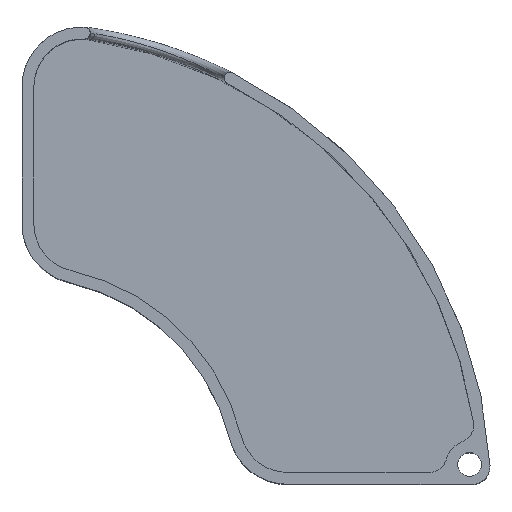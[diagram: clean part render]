
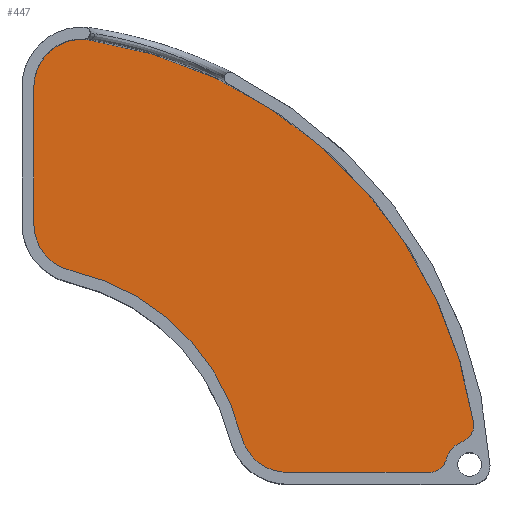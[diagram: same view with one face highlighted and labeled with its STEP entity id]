
A CAD part, top view. The second image highlights one B-rep face of the part: STEP entity #447.
In plain terms, the highlighted planar face has unit normal (0, 0, 1).
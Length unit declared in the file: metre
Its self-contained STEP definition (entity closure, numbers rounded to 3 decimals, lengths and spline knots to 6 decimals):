
#45=LINE('',#762,#72);
#46=LINE('',#772,#73);
#72=VECTOR('',#597,1.);
#73=VECTOR('',#606,1.);
#121=ORIENTED_EDGE('',*,*,#258,.T.);
#122=ORIENTED_EDGE('',*,*,#259,.T.);
#123=ORIENTED_EDGE('',*,*,#260,.T.);
#124=ORIENTED_EDGE('',*,*,#261,.T.);
#125=ORIENTED_EDGE('',*,*,#256,.T.);
#126=ORIENTED_EDGE('',*,*,#262,.F.);
#127=ORIENTED_EDGE('',*,*,#263,.T.);
#128=ORIENTED_EDGE('',*,*,#264,.F.);
#129=ORIENTED_EDGE('',*,*,#265,.F.);
#130=ORIENTED_EDGE('',*,*,#266,.F.);
#256=EDGE_CURVE('',#325,#324,#364,.T.);
#258=EDGE_CURVE('',#326,#327,#45,.T.);
#259=EDGE_CURVE('',#327,#328,#365,.T.);
#260=EDGE_CURVE('',#328,#329,#366,.F.);
#261=EDGE_CURVE('',#329,#325,#367,.T.);
#262=EDGE_CURVE('',#330,#324,#368,.F.);
#263=EDGE_CURVE('',#330,#331,#46,.T.);
#264=EDGE_CURVE('',#332,#331,#369,.F.);
#265=EDGE_CURVE('',#333,#332,#370,.T.);
#266=EDGE_CURVE('',#326,#333,#371,.F.);
#324=VERTEX_POINT('',#757);
#325=VERTEX_POINT('',#759);
#326=VERTEX_POINT('',#763);
#327=VERTEX_POINT('',#764);
#328=VERTEX_POINT('',#766);
#329=VERTEX_POINT('',#768);
#330=VERTEX_POINT('',#771);
#331=VERTEX_POINT('',#773);
#332=VERTEX_POINT('',#775);
#333=VERTEX_POINT('',#777);
#364=CIRCLE('',#505,0.097473);
#365=CIRCLE('',#507,0.00381);
#366=CIRCLE('',#508,0.00508);
#367=CIRCLE('',#509,0.00381);
#368=CIRCLE('',#510,0.01016);
#369=CIRCLE('',#511,0.01016);
#370=CIRCLE('',#512,0.04826);
#371=CIRCLE('',#513,0.01016);
#383=EDGE_LOOP('',(#121,#122,#123,#124,#125,#126,#127,#128,#129,#130));
#412=FACE_BOUND('',#383,.T.);
#439=PLANE('',#506);
#447=ADVANCED_FACE('',(#412),#439,.T.);
#505=AXIS2_PLACEMENT_3D('',#758,#592,#593);
#506=AXIS2_PLACEMENT_3D('',#761,#595,#596);
#507=AXIS2_PLACEMENT_3D('',#765,#598,#599);
#508=AXIS2_PLACEMENT_3D('',#767,#600,#601);
#509=AXIS2_PLACEMENT_3D('',#769,#602,#603);
#510=AXIS2_PLACEMENT_3D('',#770,#604,#605);
#511=AXIS2_PLACEMENT_3D('',#774,#607,#608);
#512=AXIS2_PLACEMENT_3D('',#776,#609,#610);
#513=AXIS2_PLACEMENT_3D('',#778,#611,#612);
#592=DIRECTION('',(0.,0.,1.));
#593=DIRECTION('',(1.,0.,0.));
#595=DIRECTION('',(0.,0.,1.));
#596=DIRECTION('',(1.,0.,0.));
#597=DIRECTION('',(1.,0.,0.));
#598=DIRECTION('',(0.,0.,1.));
#599=DIRECTION('',(1.,0.,0.));
#600=DIRECTION('',(0.,0.,1.));
#601=DIRECTION('',(1.,0.,0.));
#602=DIRECTION('',(0.,0.,1.));
#603=DIRECTION('',(1.,0.,0.));
#604=DIRECTION('',(0.,0.,1.));
#605=DIRECTION('',(1.,0.,0.));
#606=DIRECTION('',(0.,-1.,0.));
#607=DIRECTION('',(0.,0.,1.));
#608=DIRECTION('',(1.,0.,0.));
#609=DIRECTION('',(0.,0.,1.));
#610=DIRECTION('',(1.,0.,0.));
#611=DIRECTION('',(0.,0.,1.));
#612=DIRECTION('',(1.,0.,0.));
#757=CARTESIAN_POINT('',(0.014178,0.096436,0.00254));
#758=CARTESIAN_POINT('',(0.,0.,0.00254));
#759=CARTESIAN_POINT('',(0.096353,0.014728,0.00254));
#761=CARTESIAN_POINT('',(0.,0.,0.00254));
#762=CARTESIAN_POINT('',(0.072848,0.004064,0.00254));
#763=CARTESIAN_POINT('',(0.056662,0.004064,0.00254));
#764=CARTESIAN_POINT('',(0.086886,0.004064,0.00254));
#765=CARTESIAN_POINT('',(0.086886,0.007874,0.00254));
#766=CARTESIAN_POINT('',(0.090587,0.006968,0.00254));
#767=CARTESIAN_POINT('',(0.095521,0.005761,0.00254));
#768=CARTESIAN_POINT('',(0.093844,0.010556,0.00254));
#769=CARTESIAN_POINT('',(0.092587,0.014153,0.00254));
#770=CARTESIAN_POINT('',(0.0127,0.086384,0.00254));
#771=CARTESIAN_POINT('',(0.00254,0.086384,0.00254));
#772=CARTESIAN_POINT('',(0.00254,0.072866,0.00254));
#773=CARTESIAN_POINT('',(0.00254,0.057023,0.00254));
#774=CARTESIAN_POINT('',(0.0127,0.057023,0.00254));
#775=CARTESIAN_POINT('',(0.010491,0.047106,0.00254));
#776=CARTESIAN_POINT('',(0.,0.,0.00254));
#777=CARTESIAN_POINT('',(0.046808,0.01175,0.00254));
#778=CARTESIAN_POINT('',(0.056662,0.014224,0.00254));
